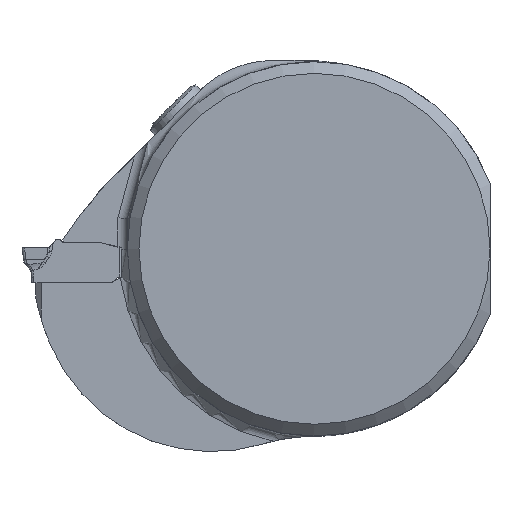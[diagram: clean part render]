
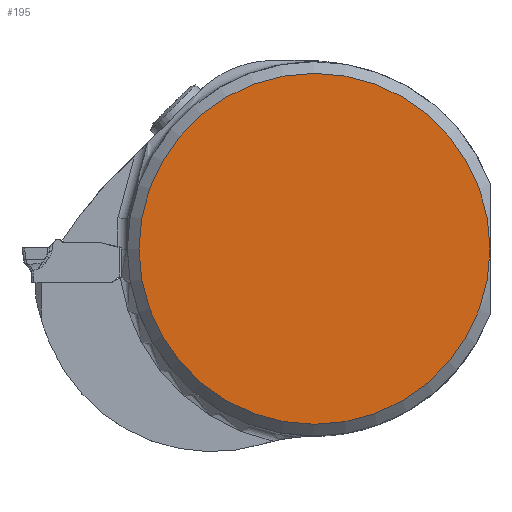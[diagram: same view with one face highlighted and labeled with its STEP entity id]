
A CAD part, top view. The second image highlights one B-rep face of the part: STEP entity #195.
In plain terms, the highlighted planar face has unit normal (0, 0, 1).
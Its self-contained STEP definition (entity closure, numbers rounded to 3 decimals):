
#195=ADVANCED_FACE('',(#389),#328,.F.);
#328=PLANE('',#2614);
#389=FACE_OUTER_BOUND('',#522,.T.);
#522=EDGE_LOOP('',(#914));
#803=CIRCLE('',#2611,15.);
#914=ORIENTED_EDGE('',*,*,#1867,.T.);
#1627=VERTEX_POINT('',#3593);
#1867=EDGE_CURVE('',#1627,#1627,#803,.T.);
#2611=AXIS2_PLACEMENT_3D('',#3594,#2892,#2893);
#2614=AXIS2_PLACEMENT_3D('',#3640,#2898,#2899);
#2892=DIRECTION('',(0.,0.,1.));
#2893=DIRECTION('',(-1.,0.,0.));
#2898=DIRECTION('',(0.,0.,-1.));
#2899=DIRECTION('',(-1.,0.,0.));
#3593=CARTESIAN_POINT('',(15.,0.,0.325));
#3594=CARTESIAN_POINT('',(0.,0.,0.325));
#3640=CARTESIAN_POINT('',(0.,0.,0.325));
